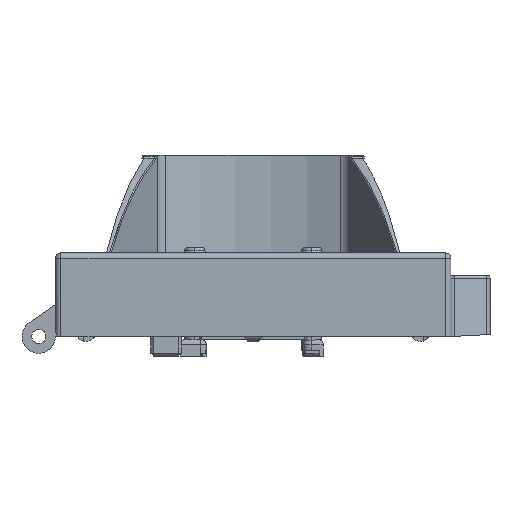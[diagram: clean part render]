
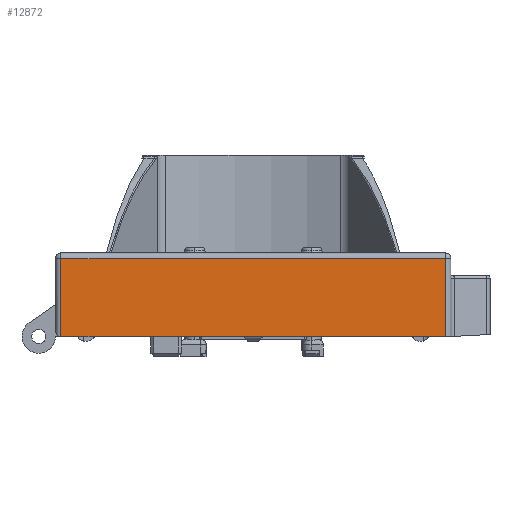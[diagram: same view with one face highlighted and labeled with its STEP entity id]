
A CAD part, left-side view. The second image highlights one B-rep face of the part: STEP entity #12872.
In plain terms, the highlighted planar face has unit normal (-1, 0, 0).
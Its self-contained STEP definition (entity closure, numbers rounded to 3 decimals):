
#10975=CARTESIAN_POINT('Vertex',(-71.,34.5,-1.)) ;
#10978=CARTESIAN_POINT('Line Origine',(-71.,0.,-1.)) ;
#10982=CARTESIAN_POINT('Vertex',(-71.,-34.5,-1.)) ;
#12842=CARTESIAN_POINT('Axis2P3D Location',(-71.,35.5,0.)) ;
#12847=CARTESIAN_POINT('Line Origine',(-71.,34.5,-8.)) ;
#12851=CARTESIAN_POINT('Vertex',(-71.,34.5,-15.)) ;
#12854=CARTESIAN_POINT('Line Origine',(-71.,0.,-15.)) ;
#12858=CARTESIAN_POINT('Vertex',(-71.,-34.5,-15.)) ;
#12861=CARTESIAN_POINT('Line Origine',(-71.,-34.5,-8.)) ;
#10979=DIRECTION('Vector Direction',(0.,-1.,0.)) ;
#12843=DIRECTION('Axis2P3D Direction',(1.,0.,0.)) ;
#12844=DIRECTION('Axis2P3D XDirection',(0.,-1.,0.)) ;
#12848=DIRECTION('Vector Direction',(0.,0.,-1.)) ;
#12855=DIRECTION('Vector Direction',(0.,-1.,0.)) ;
#12862=DIRECTION('Vector Direction',(0.,0.,-1.)) ;
#12845=AXIS2_PLACEMENT_3D('Plane Axis2P3D',#12842,#12843,#12844) ;
#12867=ORIENTED_EDGE('',*,*,#10984,.F.) ;
#12868=ORIENTED_EDGE('',*,*,#12853,.T.) ;
#12869=ORIENTED_EDGE('',*,*,#12860,.T.) ;
#12870=ORIENTED_EDGE('',*,*,#12865,.F.) ;
#10980=VECTOR('Line Direction',#10979,1.) ;
#12849=VECTOR('Line Direction',#12848,1.) ;
#12856=VECTOR('Line Direction',#12855,1.) ;
#12863=VECTOR('Line Direction',#12862,1.) ;
#12872=ADVANCED_FACE('Hauptk\X2\00F6\X0\rper',(#12871),#12846,.F.) ;
#10984=EDGE_CURVE('',#10976,#10983,#10981,.T.) ;
#12853=EDGE_CURVE('',#10976,#12852,#12850,.T.) ;
#12860=EDGE_CURVE('',#12852,#12859,#12857,.T.) ;
#12865=EDGE_CURVE('',#10983,#12859,#12864,.T.) ;
#12866=EDGE_LOOP('',(#12867,#12868,#12869,#12870)) ;
#12871=FACE_OUTER_BOUND('',#12866,.T.) ;
#10981=LINE('Line',#10978,#10980) ;
#12850=LINE('Line',#12847,#12849) ;
#12857=LINE('Line',#12854,#12856) ;
#12864=LINE('Line',#12861,#12863) ;
#12846=PLANE('',#12845) ;
#10976=VERTEX_POINT('',#10975) ;
#10983=VERTEX_POINT('',#10982) ;
#12852=VERTEX_POINT('',#12851) ;
#12859=VERTEX_POINT('',#12858) ;
